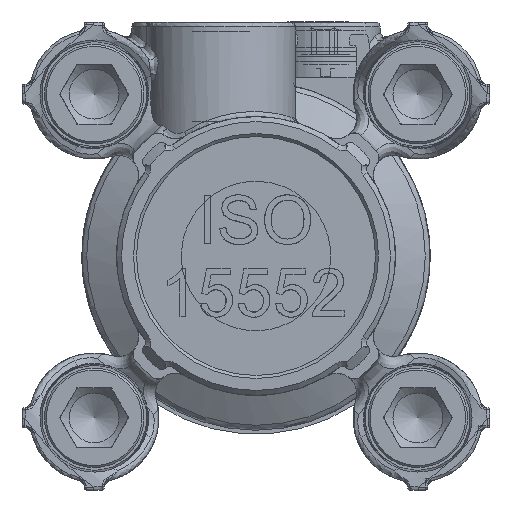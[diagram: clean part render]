
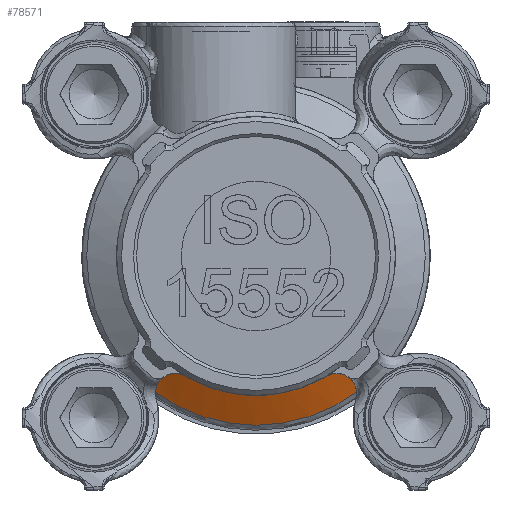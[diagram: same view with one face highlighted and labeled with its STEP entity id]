
A CAD part, front view. The second image highlights one B-rep face of the part: STEP entity #78571.
In plain terms, the highlighted conical face has half-angle 60 degrees and reference radius 17 mm.
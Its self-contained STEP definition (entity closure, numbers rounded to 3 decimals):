
#3222 = VERTEX_POINT ( 'NONE', #118223 ) ;
#5748 = CARTESIAN_POINT ( 'NONE',  ( -10.112, 21.361, -13.665 ) ) ;
#5816 = AXIS2_PLACEMENT_3D ( 'NONE', #107842, #82515, #25462 ) ;
#7455 = CARTESIAN_POINT ( 'NONE',  ( 0., 21.361, 0. ) ) ;
#7558 = CARTESIAN_POINT ( 'NONE',  ( -9.107, 20.267, -12.051 ) ) ;
#9314 = CARTESIAN_POINT ( 'NONE',  ( 8.332, 19.883, -11.794 ) ) ;
#10833 = ORIENTED_EDGE ( 'NONE', *, *, #108818, .T. ) ;
#10923 = EDGE_CURVE ( 'NONE', #115389, #3222, #39290, .T. ) ;
#13519 = CIRCLE ( 'NONE', #5816, 17. ) ;
#15953 = CARTESIAN_POINT ( 'NONE',  ( -9.795, 20.806, -12.7 ) ) ;
#16572 = CARTESIAN_POINT ( 'NONE',  ( -8.734, 20.061, -11.883 ) ) ;
#25462 = DIRECTION ( 'NONE',  ( 0., 0., 1. ) ) ;
#26172 = CARTESIAN_POINT ( 'NONE',  ( -10.091, 21.195, -13.322 ) ) ;
#26938 = CONICAL_SURFACE ( 'NONE', #94142, 17., 1.047 ) ;
#28854 = CARTESIAN_POINT ( 'NONE',  ( 10.11, 21.361, -13.667 ) ) ;
#29228 = EDGE_LOOP ( 'NONE', ( #10833, #71445, #65626, #59391 ) ) ;
#29653 = CARTESIAN_POINT ( 'NONE',  ( 9.644, 20.644, -12.463 ) ) ;
#33353 = CARTESIAN_POINT ( 'NONE',  ( -9.722, 20.733, -12.596 ) ) ;
#33953 = CARTESIAN_POINT ( 'NONE',  ( -8.814, 20.101, -11.911 ) ) ;
#34557 = CARTESIAN_POINT ( 'NONE',  ( -7.931, 19.754, -11.798 ) ) ;
#35144 = CARTESIAN_POINT ( 'NONE',  ( -8.066, 19.794, -11.789 ) ) ;
#36921 = CARTESIAN_POINT ( 'NONE',  ( 8.983, 20.192, -11.982 ) ) ;
#39290 = CIRCLE ( 'NONE', #48890, 14. ) ;
#42976 = CARTESIAN_POINT ( 'NONE',  ( -9.989, 21.018, -13.013 ) ) ;
#43290 = VERTEX_POINT ( 'NONE', #116346 ) ;
#43598 = CARTESIAN_POINT ( 'NONE',  ( -8.326, 19.88, -11.792 ) ) ;
#44206 = CARTESIAN_POINT ( 'NONE',  ( -9.117, 20.274, -12.057 ) ) ;
#45188 = B_SPLINE_CURVE_WITH_KNOTS ( 'NONE', 3,
 ( #98352, #116416, #61553, #89908, #107984, #53177, #70036, #98932, #80833, #34557, #79058, #35144, #117021, #71238, #43598, #71835, #16572, #33953, #89298, #79643, #108579, #62743, #7558, #44206, #107383, #99535, #90498, #51985, #117602, #33353, #106792, #15953, #42976, #26172, #5748 ),
 .UNSPECIFIED., .F., .F.,
 ( 4, 2, 2, 2, 2, 1, 2, 2, 2, 2, 1, 1, 2, 2, 2, 2, 2, 2, 4 ),
 ( 0., 0.062, 0.094, 0.125, 0.187, 0.219, 0.234, 0.25, 0.375, 0.437, 0.469, 0.484, 0.492, 0.5, 0.625, 0.687, 0.719, 0.75, 1. ),
 .UNSPECIFIED. ) ;
#45949 = CARTESIAN_POINT ( 'NONE',  ( 7.263, 19.629, -11.97 ) ) ;
#46553 = CARTESIAN_POINT ( 'NONE',  ( 10.068, 21.194, -13.336 ) ) ;
#48890 = AXIS2_PLACEMENT_3D ( 'NONE', #53937, #90673, #61126 ) ;
#51985 = CARTESIAN_POINT ( 'NONE',  ( -9.62, 20.638, -12.467 ) ) ;
#53177 = CARTESIAN_POINT ( 'NONE',  ( -7.527, 19.665, -11.878 ) ) ;
#53937 = CARTESIAN_POINT ( 'NONE',  ( 0., 19.629, 0. ) ) ;
#54926 = CARTESIAN_POINT ( 'NONE',  ( 7.795, 19.714, -11.807 ) ) ;
#55201 = EDGE_CURVE ( 'NONE', #3222, #43290, #45188, .T. ) ;
#55515 = CARTESIAN_POINT ( 'NONE',  ( 8.827, 20.107, -11.914 ) ) ;
#57255 = CARTESIAN_POINT ( 'NONE',  ( 9.969, 21.016, -13.025 ) ) ;
#59391 = ORIENTED_EDGE ( 'NONE', *, *, #112627, .F. ) ;
#61126 = DIRECTION ( 'NONE',  ( 0., 0., 1. ) ) ;
#61553 = CARTESIAN_POINT ( 'NONE',  ( -7.265, 19.634, -11.977 ) ) ;
#62743 = CARTESIAN_POINT ( 'NONE',  ( -9.087, 20.256, -12.04 ) ) ;
#63918 = CARTESIAN_POINT ( 'NONE',  ( 9.407, 20.454, -12.23 ) ) ;
#65626 = ORIENTED_EDGE ( 'NONE', *, *, #55201, .T. ) ;
#65717 = CARTESIAN_POINT ( 'NONE',  ( 10.11, 21.361, -13.667 ) ) ;
#66298 = CARTESIAN_POINT ( 'NONE',  ( 8.501, 19.953, -11.821 ) ) ;
#70036 = CARTESIAN_POINT ( 'NONE',  ( -7.574, 19.673, -11.864 ) ) ;
#70543 = FACE_OUTER_BOUND ( 'NONE', #29228, .T. ) ;
#71238 = CARTESIAN_POINT ( 'NONE',  ( -8.135, 19.816, -11.789 ) ) ;
#71445 = ORIENTED_EDGE ( 'NONE', *, *, #10923, .T. ) ;
#71835 = CARTESIAN_POINT ( 'NONE',  ( -8.492, 19.947, -11.815 ) ) ;
#72239 = VERTEX_POINT ( 'NONE', #28854 ) ;
#78571 = ADVANCED_FACE ( 'NONE', ( #70543 ), #26938, .T. ) ;
#79058 = CARTESIAN_POINT ( 'NONE',  ( -7.998, 19.773, -11.792 ) ) ;
#79643 = CARTESIAN_POINT ( 'NONE',  ( -8.991, 20.198, -11.988 ) ) ;
#80833 = CARTESIAN_POINT ( 'NONE',  ( -7.797, 19.718, -11.814 ) ) ;
#82515 = DIRECTION ( 'NONE',  ( 0., 1., 0. ) ) ;
#82637 = CARTESIAN_POINT ( 'NONE',  ( 7.1, 19.629, -12.066 ) ) ;
#84360 = DIRECTION ( 'NONE',  ( 0., 0., 1. ) ) ;
#87724 = CARTESIAN_POINT ( 'NONE',  ( 7.1, 19.629, -12.066 ) ) ;
#89298 = CARTESIAN_POINT ( 'NONE',  ( -8.932, 20.165, -11.961 ) ) ;
#89908 = CARTESIAN_POINT ( 'NONE',  ( -7.394, 19.647, -11.924 ) ) ;
#90498 = CARTESIAN_POINT ( 'NONE',  ( -9.566, 20.591, -12.407 ) ) ;
#90673 = DIRECTION ( 'NONE',  ( 0., 1., 0. ) ) ;
#90751 = B_SPLINE_CURVE_WITH_KNOTS ( 'NONE', 3,
 ( #65717, #102498, #46553, #57255, #112113, #29653, #63918, #36921, #55515, #66298, #9314, #100719, #54926, #91706, #45949, #82637 ),
 .UNSPECIFIED., .F., .F.,
 ( 4, 2, 2, 2, 2, 2, 2, 4 ),
 ( 0., 0.001, 0.001, 0.002, 0.003, 0.003, 0.004, 0.004 ),
 .UNSPECIFIED. ) ;
#91706 = CARTESIAN_POINT ( 'NONE',  ( 7.439, 19.647, -11.899 ) ) ;
#94142 = AXIS2_PLACEMENT_3D ( 'NONE', #7455, #101240, #84360 ) ;
#98352 = CARTESIAN_POINT ( 'NONE',  ( -7.102, 19.629, -12.065 ) ) ;
#98932 = CARTESIAN_POINT ( 'NONE',  ( -7.708, 19.698, -11.83 ) ) ;
#99535 = CARTESIAN_POINT ( 'NONE',  ( -9.392, 20.454, -12.239 ) ) ;
#100719 = CARTESIAN_POINT ( 'NONE',  ( 7.977, 19.763, -11.787 ) ) ;
#101240 = DIRECTION ( 'NONE',  ( 0., 1., 0. ) ) ;
#102498 = CARTESIAN_POINT ( 'NONE',  ( 10.099, 21.279, -13.498 ) ) ;
#106792 = CARTESIAN_POINT ( 'NONE',  ( -9.771, 20.781, -12.664 ) ) ;
#107383 = CARTESIAN_POINT ( 'NONE',  ( -9.265, 20.365, -12.143 ) ) ;
#107842 = CARTESIAN_POINT ( 'NONE',  ( 0., 21.361, 0. ) ) ;
#107984 = CARTESIAN_POINT ( 'NONE',  ( -7.438, 19.652, -11.908 ) ) ;
#108579 = CARTESIAN_POINT ( 'NONE',  ( -9.059, 20.238, -12.024 ) ) ;
#108818 = EDGE_CURVE ( 'NONE', #72239, #115389, #90751, .T. ) ;
#112113 = CARTESIAN_POINT ( 'NONE',  ( 9.899, 20.923, -12.874 ) ) ;
#112627 = EDGE_CURVE ( 'NONE', #72239, #43290, #13519, .T. ) ;
#115389 = VERTEX_POINT ( 'NONE', #87724 ) ;
#116346 = CARTESIAN_POINT ( 'NONE',  ( -10.112, 21.361, -13.665 ) ) ;
#116416 = CARTESIAN_POINT ( 'NONE',  ( -7.182, 19.629, -12.018 ) ) ;
#117021 = CARTESIAN_POINT ( 'NONE',  ( -8.111, 19.808, -11.789 ) ) ;
#117602 = CARTESIAN_POINT ( 'NONE',  ( -9.697, 20.709, -12.563 ) ) ;
#118223 = CARTESIAN_POINT ( 'NONE',  ( -7.102, 19.629, -12.065 ) ) ;
